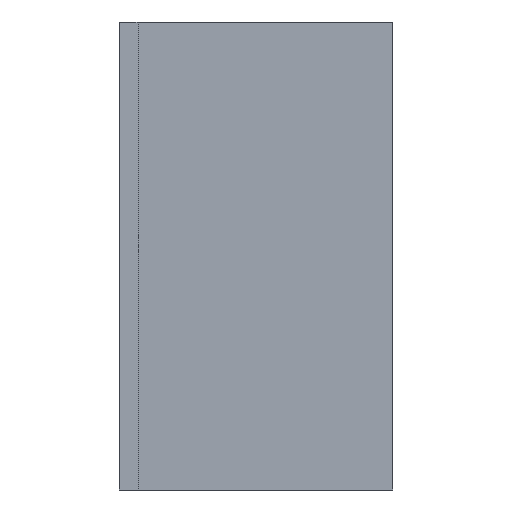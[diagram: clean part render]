
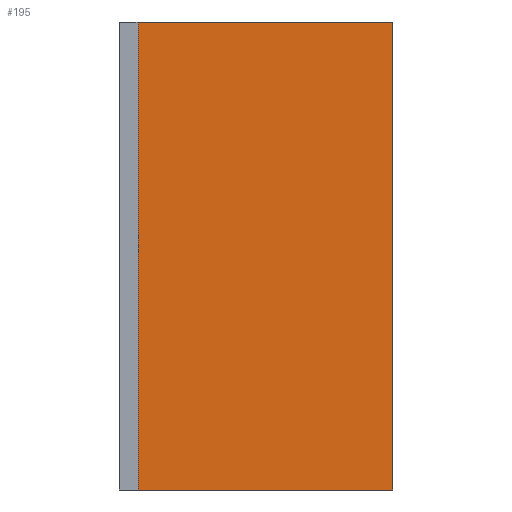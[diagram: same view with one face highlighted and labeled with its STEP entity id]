
A CAD part, front view. The second image highlights one B-rep face of the part: STEP entity #195.
In plain terms, the highlighted planar face has unit normal (0, -1, 0).
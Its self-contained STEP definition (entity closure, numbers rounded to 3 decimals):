
#10 = EDGE_LOOP ( 'NONE', ( #240, #98, #172, #204 ) ) ;
#12 = DIRECTION ( 'NONE',  ( 0., 0., -1. ) ) ;
#34 = EDGE_CURVE ( 'NONE', #417, #160, #454, .T. ) ;
#35 = CARTESIAN_POINT ( 'NONE',  ( 70.292, 21.881, 62.759 ) ) ;
#47 = PLANE ( 'NONE',  #355 ) ;
#68 = EDGE_CURVE ( 'NONE', #133, #160, #146, .T. ) ;
#92 = CARTESIAN_POINT ( 'NONE',  ( 7.092, 21.881, 87.759 ) ) ;
#98 = ORIENTED_EDGE ( 'NONE', *, *, #68, .T. ) ;
#101 = CARTESIAN_POINT ( 'NONE',  ( 20.092, 21.881, 113.359 ) ) ;
#110 = DIRECTION ( 'NONE',  ( 1., 0., 0. ) ) ;
#115 = CARTESIAN_POINT ( 'NONE',  ( 6.492, 21.881, 87.759 ) ) ;
#126 = DIRECTION ( 'NONE',  ( -1., 0., 0. ) ) ;
#127 = EDGE_CURVE ( 'NONE', #133, #136, #287, .T. ) ;
#133 = VERTEX_POINT ( 'NONE', #362 ) ;
#136 = VERTEX_POINT ( 'NONE', #115 ) ;
#146 = LINE ( 'NONE', #35, #330 ) ;
#149 = VECTOR ( 'NONE', #189, 1000. ) ;
#160 = VERTEX_POINT ( 'NONE', #435 ) ;
#165 = CARTESIAN_POINT ( 'NONE',  ( 70.292, 21.881, 113.359 ) ) ;
#172 = ORIENTED_EDGE ( 'NONE', *, *, #34, .F. ) ;
#189 = DIRECTION ( 'NONE',  ( 0., 0., 1. ) ) ;
#195 = ADVANCED_FACE ( 'NONE', ( #373 ), #47, .F. ) ;
#204 = ORIENTED_EDGE ( 'NONE', *, *, #230, .T. ) ;
#230 = EDGE_CURVE ( 'NONE', #417, #136, #338, .T. ) ;
#232 = VECTOR ( 'NONE', #126, 1000. ) ;
#240 = ORIENTED_EDGE ( 'NONE', *, *, #127, .F. ) ;
#246 = DIRECTION ( 'NONE',  ( 0., 0., -1. ) ) ;
#267 = DIRECTION ( 'NONE',  ( 0., 1., 0. ) ) ;
#287 = LINE ( 'NONE', #432, #149 ) ;
#306 = VECTOR ( 'NONE', #246, 1000. ) ;
#330 = VECTOR ( 'NONE', #110, 1000. ) ;
#338 = LINE ( 'NONE', #92, #232 ) ;
#355 = AXIS2_PLACEMENT_3D ( 'NONE', #165, #267, #12 ) ;
#362 = CARTESIAN_POINT ( 'NONE',  ( 6.492, 21.881, 62.759 ) ) ;
#363 = CARTESIAN_POINT ( 'NONE',  ( 20.092, 21.881, 87.759 ) ) ;
#373 = FACE_OUTER_BOUND ( 'NONE', #10, .T. ) ;
#417 = VERTEX_POINT ( 'NONE', #363 ) ;
#432 = CARTESIAN_POINT ( 'NONE',  ( 6.492, 21.881, 87.609 ) ) ;
#435 = CARTESIAN_POINT ( 'NONE',  ( 20.092, 21.881, 62.759 ) ) ;
#454 = LINE ( 'NONE', #101, #306 ) ;
